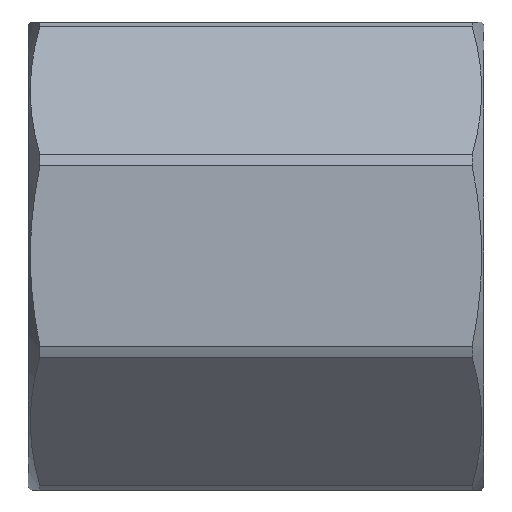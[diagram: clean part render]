
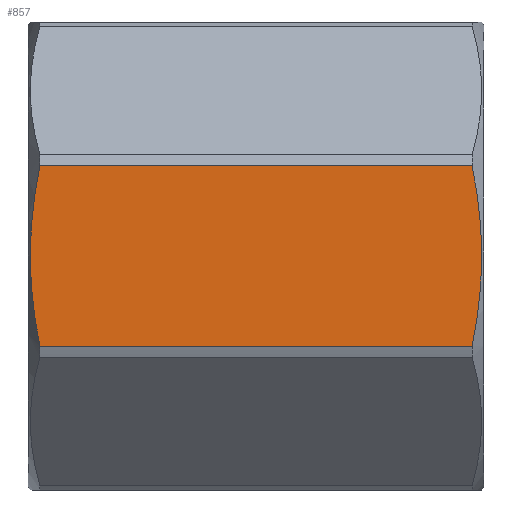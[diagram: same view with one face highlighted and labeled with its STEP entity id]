
A CAD part, front view. The second image highlights one B-rep face of the part: STEP entity #857.
In plain terms, the highlighted planar face has unit normal (0, -1, 0).
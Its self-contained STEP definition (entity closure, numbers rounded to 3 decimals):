
#30=PLANE('',#899);
#50=B_SPLINE_CURVE_WITH_KNOTS('',3,(#7338,#7339,#7340,#7341,#7342),
 .UNSPECIFIED.,.F.,.F.,(4,1,4),(0.,0.009,0.018),
 .UNSPECIFIED.);
#51=B_SPLINE_CURVE_WITH_KNOTS('',3,(#7346,#7347,#7348,#7349,#7350),
 .UNSPECIFIED.,.F.,.F.,(4,1,4),(0.,0.009,0.018),
 .UNSPECIFIED.);
#76=LINE('',#7335,#100);
#77=LINE('',#7344,#101);
#100=VECTOR('',#974,1000.);
#101=VECTOR('',#975,1000.);
#244=ORIENTED_EDGE('',*,*,#522,.T.);
#245=ORIENTED_EDGE('',*,*,#523,.F.);
#246=ORIENTED_EDGE('',*,*,#524,.T.);
#247=ORIENTED_EDGE('',*,*,#525,.F.);
#522=EDGE_CURVE('',#660,#661,#76,.T.);
#523=EDGE_CURVE('',#662,#661,#50,.T.);
#524=EDGE_CURVE('',#662,#663,#77,.T.);
#525=EDGE_CURVE('',#660,#663,#51,.T.);
#660=VERTEX_POINT('',#7336);
#661=VERTEX_POINT('',#7337);
#662=VERTEX_POINT('',#7343);
#663=VERTEX_POINT('',#7345);
#770=EDGE_LOOP('',(#244,#245,#246,#247));
#808=FACE_BOUND('',#770,.T.);
#857=ADVANCED_FACE('',(#808),#30,.T.);
#899=AXIS2_PLACEMENT_3D('',#7334,#972,#973);
#972=DIRECTION('',(0.,-1.,0.));
#973=DIRECTION('',(0.,0.,-1.));
#974=DIRECTION('',(1.,0.,0.));
#975=DIRECTION('',(-1.,0.,0.));
#7334=CARTESIAN_POINT('',(-22.25,-22.85,9.465));
#7335=CARTESIAN_POINT('',(22.25,-22.85,-8.839));
#7336=CARTESIAN_POINT('',(-21.095,-22.85,-8.839));
#7337=CARTESIAN_POINT('',(21.095,-22.85,-8.839));
#7338=CARTESIAN_POINT('',(21.095,-22.85,8.839));
#7339=CARTESIAN_POINT('',(21.704,-22.85,5.917));
#7340=CARTESIAN_POINT('',(22.392,-22.85,0.053));
#7341=CARTESIAN_POINT('',(21.705,-22.85,-5.913));
#7342=CARTESIAN_POINT('',(21.095,-22.85,-8.839));
#7343=CARTESIAN_POINT('',(21.095,-22.85,8.839));
#7344=CARTESIAN_POINT('',(22.25,-22.85,8.839));
#7345=CARTESIAN_POINT('',(-21.095,-22.85,8.839));
#7346=CARTESIAN_POINT('',(-21.095,-22.85,-8.839));
#7347=CARTESIAN_POINT('',(-21.704,-22.85,-5.917));
#7348=CARTESIAN_POINT('',(-22.392,-22.85,-0.053));
#7349=CARTESIAN_POINT('',(-21.705,-22.85,5.913));
#7350=CARTESIAN_POINT('',(-21.095,-22.85,8.839));
